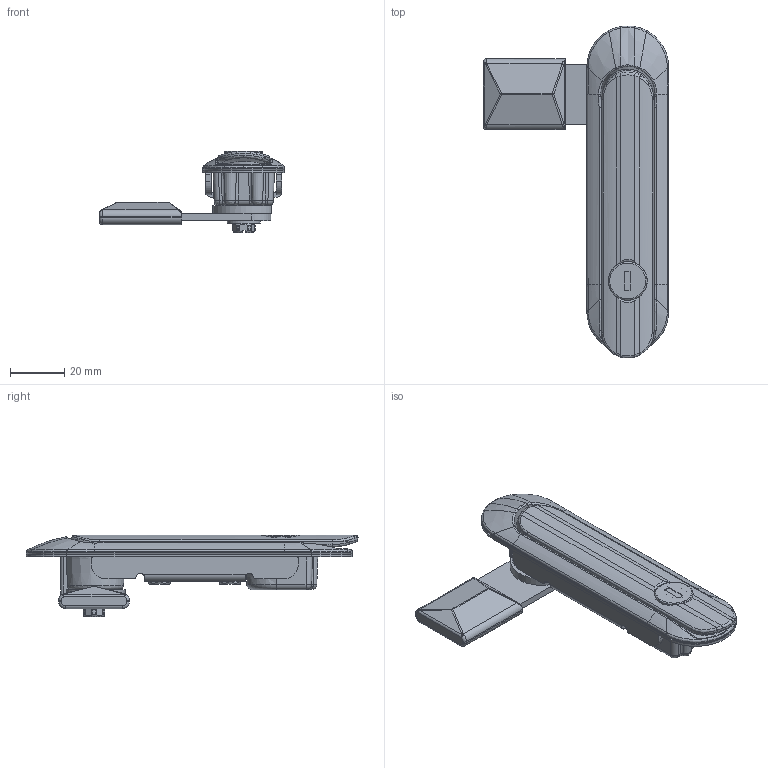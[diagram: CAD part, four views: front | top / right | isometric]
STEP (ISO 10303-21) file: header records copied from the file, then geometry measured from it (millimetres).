
FILE_DESCRIPTION(/* description */ (''),/* implementation_level */ '2;1');
FILE_NAME(/* name */ 'AF3283-2-N.stp',/* time_stamp */ '2025-05-28T15:43:10+09:00',/* author */ ('user'),/* organization */ (''),/* preprocessor_version */ 'ST-DEVELOPER v15.6',/* originating_system */ 'Autodesk Inventor 2015',/* authorisation */ '');
FILE_SCHEMA (('AUTOMOTIVE_DESIGN { 1 0 10303 214 3 1 1 }'));
Products named in the file (13): 본체_A; 본체_B; 본체_C; 키코어; 패킹; 연결핀.; 방향전환 와샤; SPRING WASHER; M5 BOLT (1); M5 BOLT; 본체 브라켓; AF3283-1-Braket; AF3283-2-N
Bounding box: 68 x 122 x 30 mm (x, y, z)
Volume: 36813.9 mm3; surface area: 39479.6 mm2
Topology: 18 solids, 18 shells, 1166 faces, 3030 edges, 1916 vertices
Faces by surface type: plane 448, cylinder 352, bspline 215, torus 76, cone 56, sphere 19
Full cylindrical faces by diameter (mm): 1 x1, 3.1 x4, 4.5 x1, 4.7 x1, 10.8 x1, 11.4 x1, 12 x1, 13.1 x1, 13.2 x1, 14 x1, 14.4 x1, 18 x1
Entity records: 57972 total; most frequent: CARTESIAN_POINT 32019, ORIENTED_EDGE 5598, DIRECTION 5116, EDGE_CURVE 2799, AXIS2_PLACEMENT_3D 1976, VERTEX_POINT 1785, EDGE_LOOP 1188, LINE 1164
